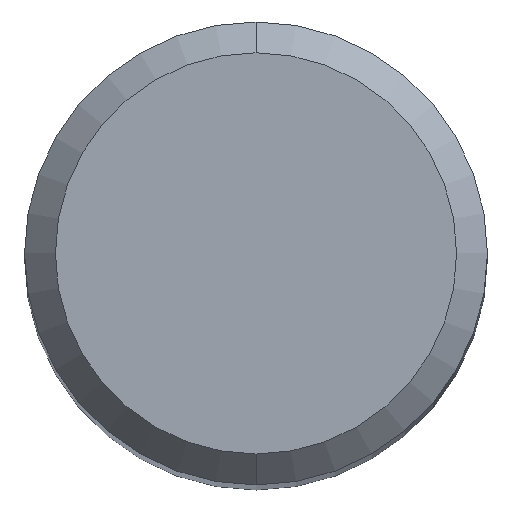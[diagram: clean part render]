
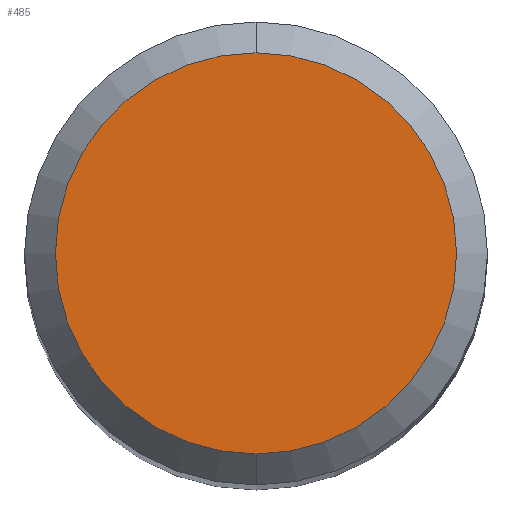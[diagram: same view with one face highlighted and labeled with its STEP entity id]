
A CAD part, top view. The second image highlights one B-rep face of the part: STEP entity #485.
In plain terms, the highlighted planar face has unit normal (0, 0, 1).
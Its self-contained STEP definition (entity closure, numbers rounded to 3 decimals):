
#477=EDGE_CURVE('',#555,#577,#1107,.T.);
#485=ADVANCED_FACE('',(#1115),#1116,.T.);
#555=VERTEX_POINT('',#1195);
#577=VERTEX_POINT('',#1217);
#599=EDGE_CURVE('',#577,#555,#1241,.T.);
#1107=CIRCLE('',#4383,2.6);
#1115=FACE_OUTER_BOUND('',#4397,.T.);
#1116=PLANE('',#4398);
#1195=CARTESIAN_POINT('',(0.0,2.6,0.0));
#1217=CARTESIAN_POINT('',(0.,-2.6,0.0));
#1241=CIRCLE('',#4970,2.6);
#4383=AXIS2_PLACEMENT_3D('',#9676,#9677,#9678);
#4397=EDGE_LOOP('',(#9683,#9684));
#4398=AXIS2_PLACEMENT_3D('',#9685,#9686,#9687);
#4970=AXIS2_PLACEMENT_3D('',#9808,#9809,#9810);
#9676=CARTESIAN_POINT('',(0.0,0.0,0.0));
#9677=DIRECTION('',(0.0,0.0,-1.0));
#9678=DIRECTION('',(0.0,1.0,0.0));
#9683=ORIENTED_EDGE('',*,*,#477,.F.);
#9684=ORIENTED_EDGE('',*,*,#599,.F.);
#9685=CARTESIAN_POINT('',(0.0,1.3,0.0));
#9686=DIRECTION('',(-0.0,0.0,1.0));
#9687=DIRECTION('',(0.0,-1.0,0.0));
#9808=CARTESIAN_POINT('',(0.0,0.0,0.0));
#9809=DIRECTION('',(0.0,0.0,-1.0));
#9810=DIRECTION('',(0.0,1.0,0.0));
